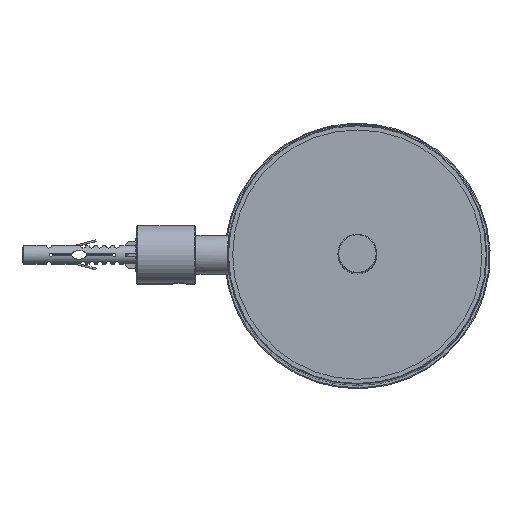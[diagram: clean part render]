
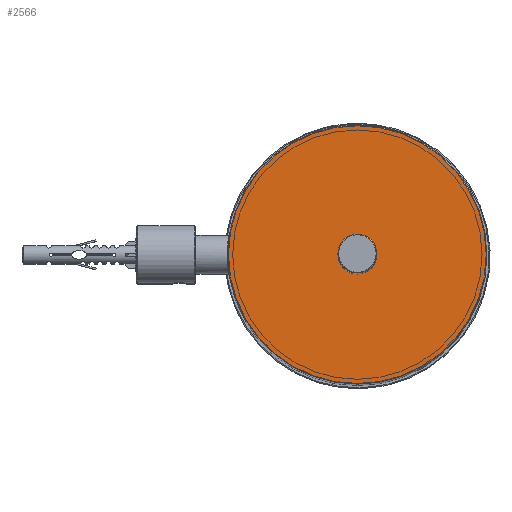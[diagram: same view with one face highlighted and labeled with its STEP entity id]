
A CAD part, top view. The second image highlights one B-rep face of the part: STEP entity #2566.
In plain terms, the highlighted planar face has unit normal (0, 0, 1).
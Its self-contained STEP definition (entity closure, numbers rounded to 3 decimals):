
#1159=ORIENTED_EDGE('',*,*,#1492,.T.);
#1160=ORIENTED_EDGE('',*,*,#1488,.T.);
#1488=EDGE_CURVE('',#1720,#1720,#1822,.T.);
#1492=EDGE_CURVE('',#1724,#1724,#1826,.F.);
#1720=VERTEX_POINT('',#5302);
#1724=VERTEX_POINT('',#5312);
#1822=CIRCLE('',#3139,3.);
#1826=CIRCLE('',#3145,39.8);
#2060=EDGE_LOOP('',(#1159));
#2061=EDGE_LOOP('',(#1160));
#2309=FACE_BOUND('',#2060,.T.);
#2310=FACE_BOUND('',#2061,.T.);
#2407=PLANE('',#3144);
#2566=ADVANCED_FACE('',(#2309,#2310),#2407,.F.);
#3139=AXIS2_PLACEMENT_3D('',#5301,#3837,#3838);
#3144=AXIS2_PLACEMENT_3D('',#5310,#3847,#3848);
#3145=AXIS2_PLACEMENT_3D('',#5311,#3849,#3850);
#3837=DIRECTION('',(0.,0.,-1.));
#3838=DIRECTION('',(1.,0.,0.));
#3847=DIRECTION('',(0.,0.,-1.));
#3848=DIRECTION('',(-1.,0.,0.));
#3849=DIRECTION('',(0.,0.,-1.));
#3850=DIRECTION('',(-1.,0.,0.));
#5301=CARTESIAN_POINT('',(0.,0.,1.5));
#5302=CARTESIAN_POINT('',(3.,0.,1.5));
#5310=CARTESIAN_POINT('',(0.,0.,1.5));
#5311=CARTESIAN_POINT('',(0.,0.,1.5));
#5312=CARTESIAN_POINT('',(-39.8,0.,1.5));
